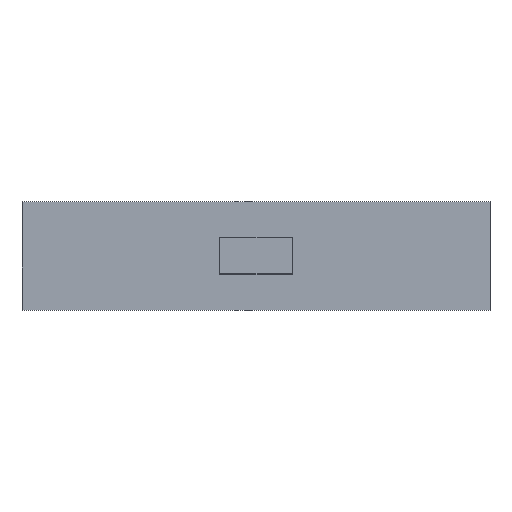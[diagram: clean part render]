
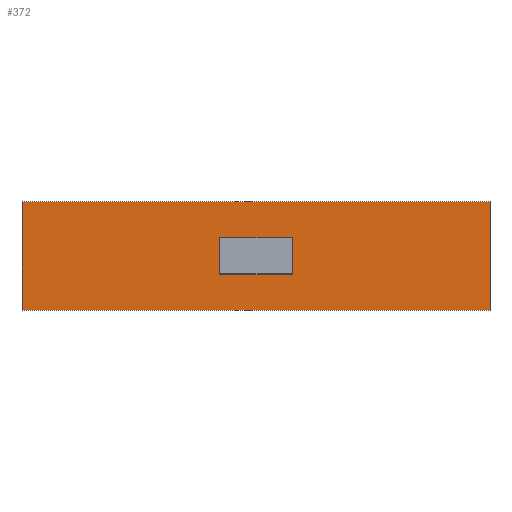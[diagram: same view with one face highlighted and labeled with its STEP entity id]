
A CAD part, top view. The second image highlights one B-rep face of the part: STEP entity #372.
In plain terms, the highlighted planar face has unit normal (0, 0, 1).
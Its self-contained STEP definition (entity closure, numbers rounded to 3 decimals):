
#21=FACE_BOUND('',#55,.T.);
#32=FACE_OUTER_BOUND('',#54,.T.);
#54=EDGE_LOOP('',(#281,#282,#283,#284));
#55=EDGE_LOOP('',(#285,#286,#287,#288));
#69=LINE('',#527,#117);
#73=LINE('',#535,#121);
#76=LINE('',#541,#124);
#79=LINE('',#546,#127);
#81=LINE('',#552,#129);
#85=LINE('',#560,#133);
#91=LINE('',#571,#139);
#92=LINE('',#573,#140);
#117=VECTOR('',#430,10.);
#121=VECTOR('',#436,10.);
#124=VECTOR('',#441,10.);
#127=VECTOR('',#446,10.);
#129=VECTOR('',#452,10.);
#133=VECTOR('',#458,10.);
#139=VECTOR('',#468,10.);
#140=VECTOR('',#471,10.);
#165=VERTEX_POINT('',#525);
#166=VERTEX_POINT('',#526);
#169=VERTEX_POINT('',#534);
#171=VERTEX_POINT('',#540);
#173=VERTEX_POINT('',#550);
#174=VERTEX_POINT('',#551);
#177=VERTEX_POINT('',#559);
#180=VERTEX_POINT('',#569);
#197=EDGE_CURVE('',#165,#166,#69,.T.);
#201=EDGE_CURVE('',#169,#165,#73,.T.);
#204=EDGE_CURVE('',#171,#169,#76,.T.);
#207=EDGE_CURVE('',#166,#171,#79,.T.);
#209=EDGE_CURVE('',#173,#174,#81,.T.);
#213=EDGE_CURVE('',#177,#174,#85,.T.);
#219=EDGE_CURVE('',#173,#180,#91,.T.);
#220=EDGE_CURVE('',#177,#180,#92,.T.);
#281=ORIENTED_EDGE('',*,*,#219,.T.);
#282=ORIENTED_EDGE('',*,*,#220,.F.);
#283=ORIENTED_EDGE('',*,*,#213,.T.);
#284=ORIENTED_EDGE('',*,*,#209,.F.);
#285=ORIENTED_EDGE('',*,*,#197,.T.);
#286=ORIENTED_EDGE('',*,*,#207,.T.);
#287=ORIENTED_EDGE('',*,*,#204,.T.);
#288=ORIENTED_EDGE('',*,*,#201,.T.);
#350=PLANE('',#410);
#372=ADVANCED_FACE('',(#32,#21),#350,.T.);
#410=AXIS2_PLACEMENT_3D('',#572,#469,#470);
#430=DIRECTION('',(0.,-1.,0.));
#436=DIRECTION('',(1.,0.,0.));
#441=DIRECTION('',(0.,1.,0.));
#446=DIRECTION('',(-1.,0.,0.));
#452=DIRECTION('',(-1.,0.,0.));
#458=DIRECTION('',(0.,-1.,0.));
#468=DIRECTION('',(0.,1.,0.));
#469=DIRECTION('center_axis',(0.,0.,1.));
#470=DIRECTION('ref_axis',(1.,0.,0.));
#471=DIRECTION('',(1.,0.,0.));
#525=CARTESIAN_POINT('',(15.125,1.,39.411));
#526=CARTESIAN_POINT('',(15.125,-1.,39.411));
#527=CARTESIAN_POINT('',(15.125,0.5,39.411));
#534=CARTESIAN_POINT('',(11.125,1.,39.411));
#535=CARTESIAN_POINT('',(5.664,1.,39.411));
#540=CARTESIAN_POINT('',(11.125,-1.,39.411));
#541=CARTESIAN_POINT('',(11.125,-0.5,39.411));
#546=CARTESIAN_POINT('',(7.664,-1.,39.411));
#550=CARTESIAN_POINT('',(26.048,-3.,39.411));
#551=CARTESIAN_POINT('',(0.202,-3.,39.411));
#552=CARTESIAN_POINT('',(26.048,-3.,39.411));
#559=CARTESIAN_POINT('',(0.202,3.,39.411));
#560=CARTESIAN_POINT('',(0.202,0.,39.411));
#569=CARTESIAN_POINT('',(26.048,3.,39.411));
#571=CARTESIAN_POINT('',(26.048,0.,39.411));
#572=CARTESIAN_POINT('Origin',(0.202,0.,39.411));
#573=CARTESIAN_POINT('',(26.048,3.,39.411));
